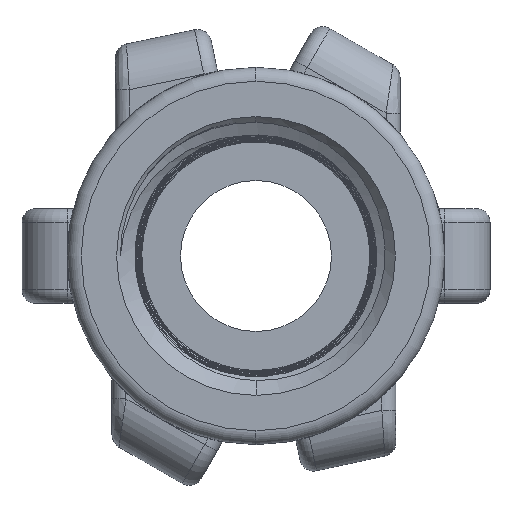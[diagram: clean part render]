
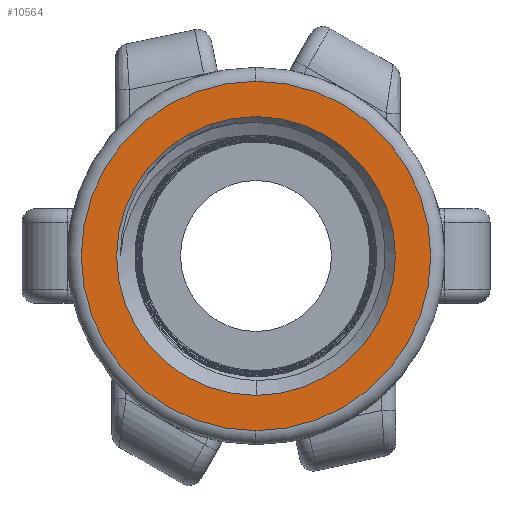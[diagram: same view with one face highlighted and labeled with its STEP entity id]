
A CAD part, left-side view. The second image highlights one B-rep face of the part: STEP entity #10564.
In plain terms, the highlighted planar face has unit normal (-1, 0, 0).
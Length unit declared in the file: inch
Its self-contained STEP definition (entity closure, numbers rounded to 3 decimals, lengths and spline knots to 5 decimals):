
#251 = EDGE_CURVE ( 'NONE', #2171, #5210, #8385, .T. ) ;
#438 = DIRECTION ( 'NONE',  ( 0., 0., 1. ) ) ;
#896 = EDGE_CURVE ( 'NONE', #4223, #12772, #11677, .T. ) ;
#1350 = CIRCLE ( 'NONE', #2043, 0.34722 ) ;
#1560 = CARTESIAN_POINT ( 'NONE',  ( -0.54687, 0., 0.34722 ) ) ;
#2023 = AXIS2_PLACEMENT_3D ( 'NONE', #11635, #14004, #438 ) ;
#2043 = AXIS2_PLACEMENT_3D ( 'NONE', #4417, #10011, #9001 ) ;
#2171 = VERTEX_POINT ( 'NONE', #1560 ) ;
#3586 = AXIS2_PLACEMENT_3D ( 'NONE', #5951, #9063, #5881 ) ;
#3762 = CARTESIAN_POINT ( 'NONE',  ( -0.54687, 0., -0.34722 ) ) ;
#4223 = VERTEX_POINT ( 'NONE', #6210 ) ;
#4417 = CARTESIAN_POINT ( 'NONE',  ( -0.54687, 0., 0. ) ) ;
#4418 = FACE_BOUND ( 'NONE', #5378, .T. ) ;
#5210 = VERTEX_POINT ( 'NONE', #3762 ) ;
#5378 = EDGE_LOOP ( 'NONE', ( #7671, #7124 ) ) ;
#5463 = CIRCLE ( 'NONE', #3586, 0.27694 ) ;
#5519 = FACE_OUTER_BOUND ( 'NONE', #8212, .T. ) ;
#5731 = EDGE_CURVE ( 'NONE', #12772, #4223, #5463, .T. ) ;
#5881 = DIRECTION ( 'NONE',  ( 0., 0., 1. ) ) ;
#5951 = CARTESIAN_POINT ( 'NONE',  ( -0.54687, 0., 0. ) ) ;
#6049 = CARTESIAN_POINT ( 'NONE',  ( -0.54687, 0., 0. ) ) ;
#6141 = ORIENTED_EDGE ( 'NONE', *, *, #13056, .T. ) ;
#6210 = CARTESIAN_POINT ( 'NONE',  ( -0.54687, 0., -0.27694 ) ) ;
#6698 = PLANE ( 'NONE',  #11214 ) ;
#7090 = DIRECTION ( 'NONE',  ( 0., 0., 1. ) ) ;
#7124 = ORIENTED_EDGE ( 'NONE', *, *, #5731, .T. ) ;
#7237 = DIRECTION ( 'NONE',  ( -1., 0., 0. ) ) ;
#7671 = ORIENTED_EDGE ( 'NONE', *, *, #896, .T. ) ;
#8212 = EDGE_LOOP ( 'NONE', ( #8722, #6141 ) ) ;
#8385 = CIRCLE ( 'NONE', #13333, 0.34722 ) ;
#8722 = ORIENTED_EDGE ( 'NONE', *, *, #251, .T. ) ;
#8928 = CARTESIAN_POINT ( 'NONE',  ( -0.54687, -0.375, 0. ) ) ;
#9001 = DIRECTION ( 'NONE',  ( 0., 0., 1. ) ) ;
#9063 = DIRECTION ( 'NONE',  ( 1., 0., 0. ) ) ;
#10011 = DIRECTION ( 'NONE',  ( -1., 0., 0. ) ) ;
#10118 = CARTESIAN_POINT ( 'NONE',  ( -0.54687, 0., 0.27694 ) ) ;
#10564 = ADVANCED_FACE ( 'NONE', ( #5519, #4418 ), #6698, .T. ) ;
#11214 = AXIS2_PLACEMENT_3D ( 'NONE', #8928, #13426, #12307 ) ;
#11635 = CARTESIAN_POINT ( 'NONE',  ( -0.54687, 0., 0. ) ) ;
#11677 = CIRCLE ( 'NONE', #2023, 0.27694 ) ;
#12307 = DIRECTION ( 'NONE',  ( 0., 0., 1. ) ) ;
#12772 = VERTEX_POINT ( 'NONE', #10118 ) ;
#13056 = EDGE_CURVE ( 'NONE', #5210, #2171, #1350, .T. ) ;
#13333 = AXIS2_PLACEMENT_3D ( 'NONE', #6049, #7237, #7090 ) ;
#13426 = DIRECTION ( 'NONE',  ( -1., 0., 0. ) ) ;
#14004 = DIRECTION ( 'NONE',  ( 1., 0., 0. ) ) ;
